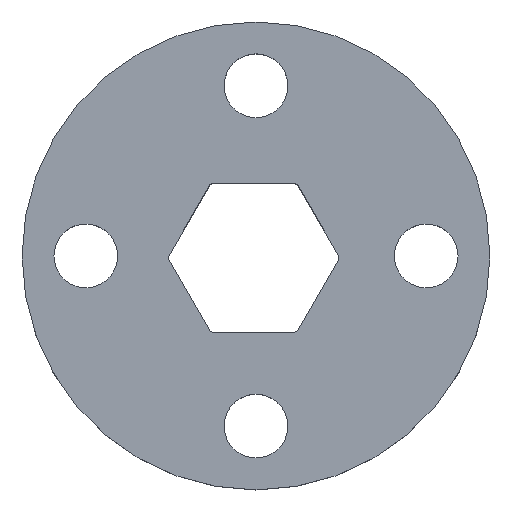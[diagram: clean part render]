
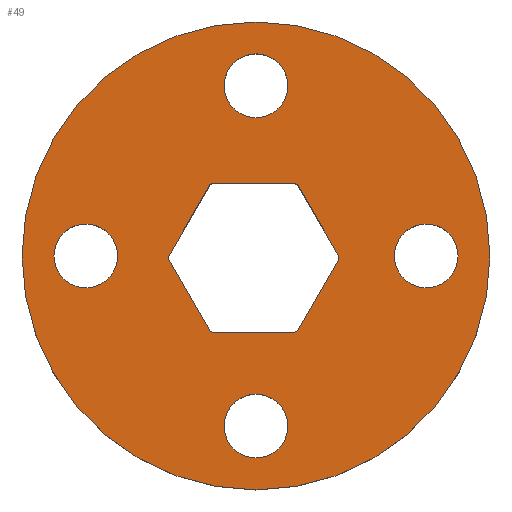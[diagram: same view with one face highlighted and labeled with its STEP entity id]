
A CAD part, top view. The second image highlights one B-rep face of the part: STEP entity #49.
In plain terms, the highlighted planar face has unit normal (0, 0, 1).
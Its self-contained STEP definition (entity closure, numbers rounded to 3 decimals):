
#21 = EDGE_CURVE('',#22,#22,#24,.T.);
#22 = VERTEX_POINT('',#23);
#23 = CARTESIAN_POINT('',(239.,0.,140.));
#24 = CIRCLE('',#25,11.);
#25 = AXIS2_PLACEMENT_3D('',#26,#27,#28);
#26 = CARTESIAN_POINT('',(250.,0.,140.));
#27 = DIRECTION('',(-0.,0.,1.));
#28 = DIRECTION('',(1.,0.,0.));
#49 = ADVANCED_FACE('',(#50,#53,#157,#168,#179,#190),#201,.T.);
#50 = FACE_BOUND('',#51,.T.);
#51 = EDGE_LOOP('',(#52));
#52 = ORIENTED_EDGE('',*,*,#21,.T.);
#53 = FACE_BOUND('',#54,.T.);
#54 = EDGE_LOOP('',(#55,#66,#74,#83,#91,#100,#108,#117,#125,#134,#142,
    #151));
#55 = ORIENTED_EDGE('',*,*,#56,.T.);
#56 = EDGE_CURVE('',#57,#59,#61,.T.);
#57 = VERTEX_POINT('',#58);
#58 = CARTESIAN_POINT('',(251.959,-3.508,140.));
#59 = VERTEX_POINT('',#60);
#60 = CARTESIAN_POINT('',(251.832,-3.581,140.));
#61 = CIRCLE('',#62,4.);
#62 = AXIS2_PLACEMENT_3D('',#63,#64,#65);
#63 = CARTESIAN_POINT('',(249.896,-0.081,140.));
#64 = DIRECTION('',(0.,0.,-1.));
#65 = DIRECTION('',(0.,1.,0.));
#66 = ORIENTED_EDGE('',*,*,#67,.T.);
#67 = EDGE_CURVE('',#59,#68,#70,.T.);
#68 = VERTEX_POINT('',#69);
#69 = CARTESIAN_POINT('',(247.96,-3.581,140.));
#70 = LINE('',#71,#72);
#71 = CARTESIAN_POINT('',(242.448,-3.581,140.));
#72 = VECTOR('',#73,1.);
#73 = DIRECTION('',(-1.,0.,0.));
#74 = ORIENTED_EDGE('',*,*,#75,.T.);
#75 = EDGE_CURVE('',#68,#76,#78,.T.);
#76 = VERTEX_POINT('',#77);
#77 = CARTESIAN_POINT('',(247.833,-3.508,140.));
#78 = CIRCLE('',#79,4.);
#79 = AXIS2_PLACEMENT_3D('',#80,#81,#82);
#80 = CARTESIAN_POINT('',(249.896,-0.081,140.));
#81 = DIRECTION('',(0.,0.,-1.));
#82 = DIRECTION('',(0.,1.,0.));
#83 = ORIENTED_EDGE('',*,*,#84,.T.);
#84 = EDGE_CURVE('',#76,#85,#87,.T.);
#85 = VERTEX_POINT('',#86);
#86 = CARTESIAN_POINT('',(245.897,-0.154,140.));
#87 = LINE('',#88,#89);
#88 = CARTESIAN_POINT('',(248.016,-3.826,140.));
#89 = VECTOR('',#90,1.);
#90 = DIRECTION('',(-0.5,0.866,0.));
#91 = ORIENTED_EDGE('',*,*,#92,.T.);
#92 = EDGE_CURVE('',#85,#93,#95,.T.);
#93 = VERTEX_POINT('',#94);
#94 = CARTESIAN_POINT('',(245.897,-0.008,140.));
#95 = CIRCLE('',#96,4.);
#96 = AXIS2_PLACEMENT_3D('',#97,#98,#99);
#97 = CARTESIAN_POINT('',(249.896,-0.081,140.));
#98 = DIRECTION('',(0.,0.,-1.));
#99 = DIRECTION('',(0.,1.,0.));
#100 = ORIENTED_EDGE('',*,*,#101,.T.);
#101 = EDGE_CURVE('',#93,#102,#104,.T.);
#102 = VERTEX_POINT('',#103);
#103 = CARTESIAN_POINT('',(247.833,3.346,140.));
#104 = LINE('',#105,#106);
#105 = CARTESIAN_POINT('',(241.989,-6.776,140.));
#106 = VECTOR('',#107,1.);
#107 = DIRECTION('',(0.5,0.866,-0.));
#108 = ORIENTED_EDGE('',*,*,#109,.T.);
#109 = EDGE_CURVE('',#102,#110,#112,.T.);
#110 = VERTEX_POINT('',#111);
#111 = CARTESIAN_POINT('',(247.96,3.419,140.));
#112 = CIRCLE('',#113,4.);
#113 = AXIS2_PLACEMENT_3D('',#114,#115,#116);
#114 = CARTESIAN_POINT('',(249.896,-0.081,140.));
#115 = DIRECTION('',(0.,0.,-1.));
#116 = DIRECTION('',(0.,1.,0.));
#117 = ORIENTED_EDGE('',*,*,#118,.T.);
#118 = EDGE_CURVE('',#110,#119,#121,.T.);
#119 = VERTEX_POINT('',#120);
#120 = CARTESIAN_POINT('',(251.832,3.419,140.));
#121 = LINE('',#122,#123);
#122 = CARTESIAN_POINT('',(242.448,3.419,140.));
#123 = VECTOR('',#124,1.);
#124 = DIRECTION('',(1.,0.,0.));
#125 = ORIENTED_EDGE('',*,*,#126,.T.);
#126 = EDGE_CURVE('',#119,#127,#129,.T.);
#127 = VERTEX_POINT('',#128);
#128 = CARTESIAN_POINT('',(251.959,3.346,140.));
#129 = CIRCLE('',#130,4.);
#130 = AXIS2_PLACEMENT_3D('',#131,#132,#133);
#131 = CARTESIAN_POINT('',(249.896,-0.081,140.));
#132 = DIRECTION('',(0.,0.,-1.));
#133 = DIRECTION('',(0.,1.,0.));
#134 = ORIENTED_EDGE('',*,*,#135,.T.);
#135 = EDGE_CURVE('',#127,#136,#138,.T.);
#136 = VERTEX_POINT('',#137);
#137 = CARTESIAN_POINT('',(253.895,-0.008,140.));
#138 = LINE('',#139,#140);
#139 = CARTESIAN_POINT('',(254.079,-0.326,140.));
#140 = VECTOR('',#141,1.);
#141 = DIRECTION('',(0.5,-0.866,0.));
#142 = ORIENTED_EDGE('',*,*,#143,.T.);
#143 = EDGE_CURVE('',#136,#144,#146,.T.);
#144 = VERTEX_POINT('',#145);
#145 = CARTESIAN_POINT('',(253.895,-0.154,140.));
#146 = CIRCLE('',#147,4.);
#147 = AXIS2_PLACEMENT_3D('',#148,#149,#150);
#148 = CARTESIAN_POINT('',(249.896,-0.081,140.));
#149 = DIRECTION('',(0.,0.,-1.));
#150 = DIRECTION('',(0.,1.,0.));
#151 = ORIENTED_EDGE('',*,*,#152,.T.);
#152 = EDGE_CURVE('',#144,#57,#153,.T.);
#153 = LINE('',#154,#155);
#154 = CARTESIAN_POINT('',(248.052,-10.276,140.));
#155 = VECTOR('',#156,1.);
#156 = DIRECTION('',(-0.5,-0.866,0.));
#157 = FACE_BOUND('',#158,.T.);
#158 = EDGE_LOOP('',(#159));
#159 = ORIENTED_EDGE('',*,*,#160,.F.);
#160 = EDGE_CURVE('',#161,#161,#163,.T.);
#161 = VERTEX_POINT('',#162);
#162 = CARTESIAN_POINT('',(248.5,-8.,140.));
#163 = CIRCLE('',#164,1.5);
#164 = AXIS2_PLACEMENT_3D('',#165,#166,#167);
#165 = CARTESIAN_POINT('',(250.,-8.,140.));
#166 = DIRECTION('',(-0.,0.,1.));
#167 = DIRECTION('',(1.,0.,0.));
#168 = FACE_BOUND('',#169,.T.);
#169 = EDGE_LOOP('',(#170));
#170 = ORIENTED_EDGE('',*,*,#171,.F.);
#171 = EDGE_CURVE('',#172,#172,#174,.T.);
#172 = VERTEX_POINT('',#173);
#173 = CARTESIAN_POINT('',(256.5,0.,140.));
#174 = CIRCLE('',#175,1.5);
#175 = AXIS2_PLACEMENT_3D('',#176,#177,#178);
#176 = CARTESIAN_POINT('',(258.,0.,140.));
#177 = DIRECTION('',(-0.,0.,1.));
#178 = DIRECTION('',(1.,0.,0.));
#179 = FACE_BOUND('',#180,.T.);
#180 = EDGE_LOOP('',(#181));
#181 = ORIENTED_EDGE('',*,*,#182,.F.);
#182 = EDGE_CURVE('',#183,#183,#185,.T.);
#183 = VERTEX_POINT('',#184);
#184 = CARTESIAN_POINT('',(240.5,0.,140.));
#185 = CIRCLE('',#186,1.5);
#186 = AXIS2_PLACEMENT_3D('',#187,#188,#189);
#187 = CARTESIAN_POINT('',(242.,0.,140.));
#188 = DIRECTION('',(-0.,0.,1.));
#189 = DIRECTION('',(1.,0.,0.));
#190 = FACE_BOUND('',#191,.T.);
#191 = EDGE_LOOP('',(#192));
#192 = ORIENTED_EDGE('',*,*,#193,.F.);
#193 = EDGE_CURVE('',#194,#194,#196,.T.);
#194 = VERTEX_POINT('',#195);
#195 = CARTESIAN_POINT('',(248.5,8.,140.));
#196 = CIRCLE('',#197,1.5);
#197 = AXIS2_PLACEMENT_3D('',#198,#199,#200);
#198 = CARTESIAN_POINT('',(250.,8.,140.));
#199 = DIRECTION('',(-0.,0.,1.));
#200 = DIRECTION('',(1.,0.,0.));
#201 = PLANE('',#202);
#202 = AXIS2_PLACEMENT_3D('',#203,#204,#205);
#203 = CARTESIAN_POINT('',(235.,-14.,140.));
#204 = DIRECTION('',(0.,0.,1.));
#205 = DIRECTION('',(1.,0.,-0.));
